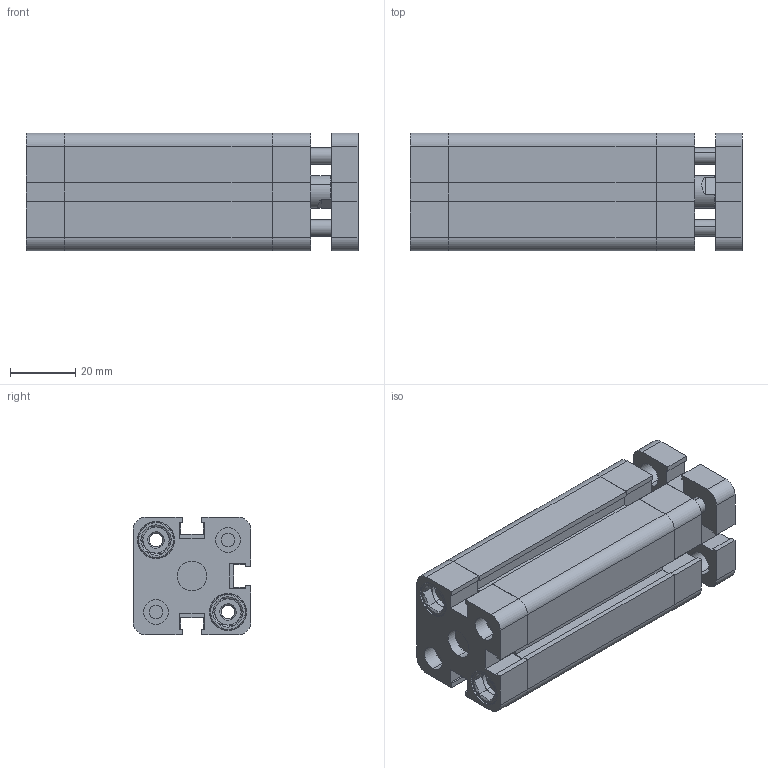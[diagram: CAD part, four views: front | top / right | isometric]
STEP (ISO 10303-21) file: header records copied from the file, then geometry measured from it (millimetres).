
FILE_DESCRIPTION (( 'STEP AP214' ), '1' );
FILE_NAME ('SM_009_020_0050_NP.STEP', '2019-11-12T12:01:03', ( '' ), ( '' ), 'SwSTEP 2.0', 'SolidWorks 2019', '' );
FILE_SCHEMA (( 'AUTOMOTIVE_DESIGN' ));
Length unit declared in the file: millimetre
Products named in the file (25): Pr皻 blok.^ZPO_D020; Kopia Pierœcieñ prowadz¹cy^T³ok kpl_ZPO_Pier˜cieä prowadz¥cy D020; Kopia tulejka pod szpilkê^Pokrywa przód blok. obr kpl_ZPO_D20; Pokrywa ty³ kpl^ZPO_Pok tyˆ - D020; Kopia SMART - U. typ Oring - pokrywa^Pokrywa tyｳ kpl_ZPO_U. typ Oring - D020; Kopia Magnes^T³ok kpl_ZPO_Magnes D020; P³ytka prowadnika^ZPO_Smart - Pok prz¢d - D020; Kopia SMART - U. t³oka S^T³ok kpl_ZPO_U. tˆoka S - D020; Kopia Pokrywa ty³_Smart - Pok tyˆ - D020; SM_009_020_0050_NP; Kopia SMART - U. typ Oring - pokrywa^Pokrywa przód blok. obr kpl_ZPO_U. typ Oring - D020; Kopia Pokrywa przód^Pokrywa przód blok. obr kpl_ZPO_Smart - Pok prz¢d - zabez. przed obr. D020; Kopia SMART - U. t硂ka lu焠a^T硂k kpl_ZPO_U. t坥ka lu玭a - D020; socket head thin cap screw_din_DIN 7984 - M5 x 18 --- 15.6N; T硂k kpl^ZPO_T坥k kpl - D020; Pokrywa przód blok. obr kpl^ZPO_Pokrywa prz¢d kpl - zabez. przed obr. D020; Kopia SMART - U. t硂ka wklejana^T硂k kpl_ZPO_U. t坥ka wklejana - D020; socket head thin cap screw_din_DIN 7984 - M3 x 10 --- 8.5N; T³oczysko^ZPO_Tˆoczysko - D020; Kopia T硂k^T硂k kpl_ZPO_T坥k - D020; Kopia Tuleja prowadzｹca^Pokrywa prz blok. obr kpl_ZPO_Tuleja prowadz･ca - D020; socket head thin cap screw_din_DIN 7984 - M6 x 12 --- 9N; Tuleja^ZPO_Tuleja - D020; Kopia SMART - U. t硂czyska^Pokrywa prz骴 blok. obr kpl_ZPO_U. t坥czyska - D020; Œruba specjalna M8_M5^ZPO
Assembly tree (30 placements, depth 3):
  SM_009_020_0050_NP
    Pokrywa przód blok. obr kpl^ZPO_Pokrywa prz¢d kpl - zabez. przed obr. D020
      Kopia Pokrywa przód^Pokrywa przód blok. obr kpl_ZPO_Smart - Pok prz¢d - zabez. przed obr. D020
      Kopia SMART - U. typ Oring - pokrywa^Pokrywa przód blok. obr kpl_ZPO_U. typ Oring - D020
      Kopia Tuleja prowadzｹca^Pokrywa prz blok. obr kpl_ZPO_Tuleja prowadz･ca - D020
      Kopia SMART - U. t硂czyska^Pokrywa prz骴 blok. obr kpl_ZPO_U. t坥czyska - D020
      Kopia tulejka pod szpilkê^Pokrywa przód blok. obr kpl_ZPO_D20  x2
    Tuleja^ZPO_Tuleja - D020
    Pokrywa ty³ kpl^ZPO_Pok tyˆ - D020
      Kopia Pokrywa ty³_Smart - Pok tyˆ - D020
      Kopia SMART - U. typ Oring - pokrywa^Pokrywa tyｳ kpl_ZPO_U. typ Oring - D020
    T硂k kpl^ZPO_T坥k kpl - D020
      Kopia T硂k^T硂k kpl_ZPO_T坥k - D020
      Kopia Magnes^T³ok kpl_ZPO_Magnes D020
      Kopia Pierœcieñ prowadz¹cy^T³ok kpl_ZPO_Pier˜cieä prowadz¥cy D020
      Kopia SMART - U. t硂ka lu焠a^T硂k kpl_ZPO_U. t坥ka lu玭a - D020
      Kopia SMART - U. t硂ka wklejana^T硂k kpl_ZPO_U. t坥ka wklejana - D020
      Kopia SMART - U. t³oka S^T³ok kpl_ZPO_U. tˆoka S - D020
    T³oczysko^ZPO_Tˆoczysko - D020
    Œruba specjalna M8_M5^ZPO  x4
    socket head thin cap screw_din_DIN 7984 - M5 x 18 --- 15.6N
    Pr皻 blok.^ZPO_D020  x2
    P³ytka prowadnika^ZPO_Smart - Pok prz¢d - D020
    socket head thin cap screw_din_DIN 7984 - M3 x 10 --- 8.5N  x2
    socket head thin cap screw_din_DIN 7984 - M6 x 12 --- 9N
Bounding box: 101.5 x 36 x 36 mm (x, y, z)
Volume: 90381.2 mm3; surface area: 57376.1 mm2
Topology: 28 solids, 28 shells, 939 faces, 2226 edges, 1401 vertices
Faces by surface type: plane 446, cylinder 250, cone 135, bspline 84, torus 24
Entity records: 28368 total; most frequent: CARTESIAN_POINT 8905, ORIENTED_EDGE 3766, DIRECTION 3712, EDGE_CURVE 1883, AXIS2_PLACEMENT_3D 1301, VERTEX_POINT 1215, VECTOR 1110, LINE 1110
